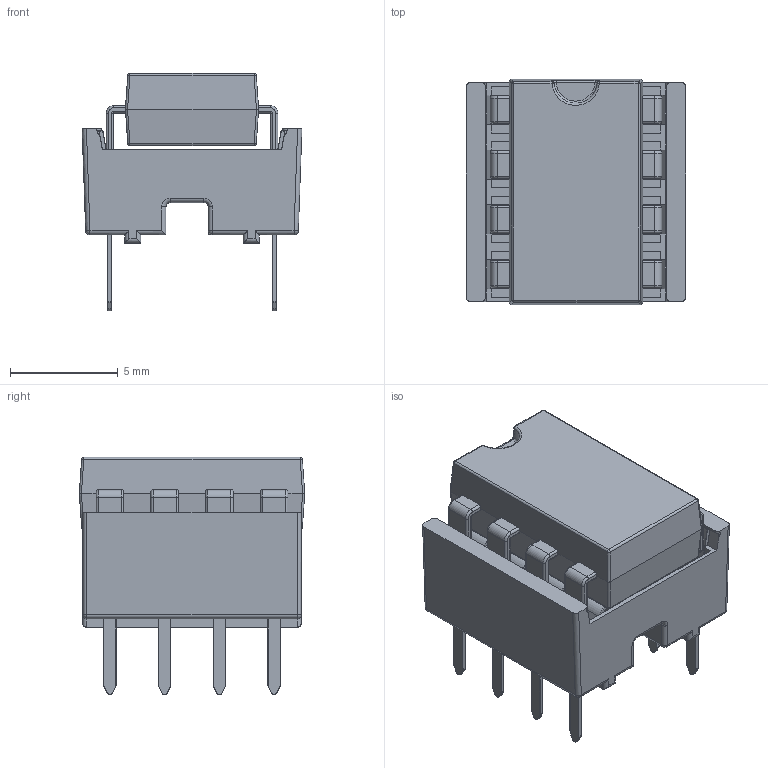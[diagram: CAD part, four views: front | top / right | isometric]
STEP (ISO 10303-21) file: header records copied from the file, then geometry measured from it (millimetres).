
FILE_DESCRIPTION(/* description */ (''),/* implementation_level */ '2;1');
FILE_NAME(/* name */ 'DIP-8 W7.62mm IC with Socket.stp',/* time_stamp */ '2019-09-26T15:47:56+02:00',/* author */ ('PCB-Tech'),/* organization */ (''),/* preprocessor_version */ 'ST-DEVELOPER v17.2',/* originating_system */ 'Autodesk Inventor 2019',/* authorisation */ '');
FILE_SCHEMA (('AUTOMOTIVE_DESIGN { 1 0 10303 214 3 1 1 }'));
Length unit declared in the file: millimetre
Products named in the file (6): DIP-8 W7.62mm IC with Socket; Stamped Dual Wipe Contact for DIP Sockets; Body DIP-8 P7.62mm Socket; DIP-8 W7.62mm Package; DIP-8 W7.62; IC Beinchen
Assembly tree (19 placements, depth 3):
  DIP-8 W7.62mm IC with Socket
    Stamped Dual Wipe Contact for DIP Sockets  x8
    Body DIP-8 P7.62mm Socket
    DIP-8 W7.62mm Package
      IC Beinchen  x8
      DIP-8 W7.62
Bounding box: 10.2 x 10.46 x 11.01 mm (x, y, z)
Volume: 501.7 mm3; surface area: 1375.7 mm2
Topology: 18 solids, 18 shells, 3204 faces, 7774 edges, 4659 vertices
Faces by surface type: plane 1005, cylinder 945, bspline 722, torus 405, sphere 127
Entity records: 27892 total; most frequent: CARTESIAN_POINT 11306, ORIENTED_EDGE 3510, DIRECTION 3275, EDGE_CURVE 1755, AXIS2_PLACEMENT_3D 1092, LINE 1091, VECTOR 1091, VERTEX_POINT 1081
